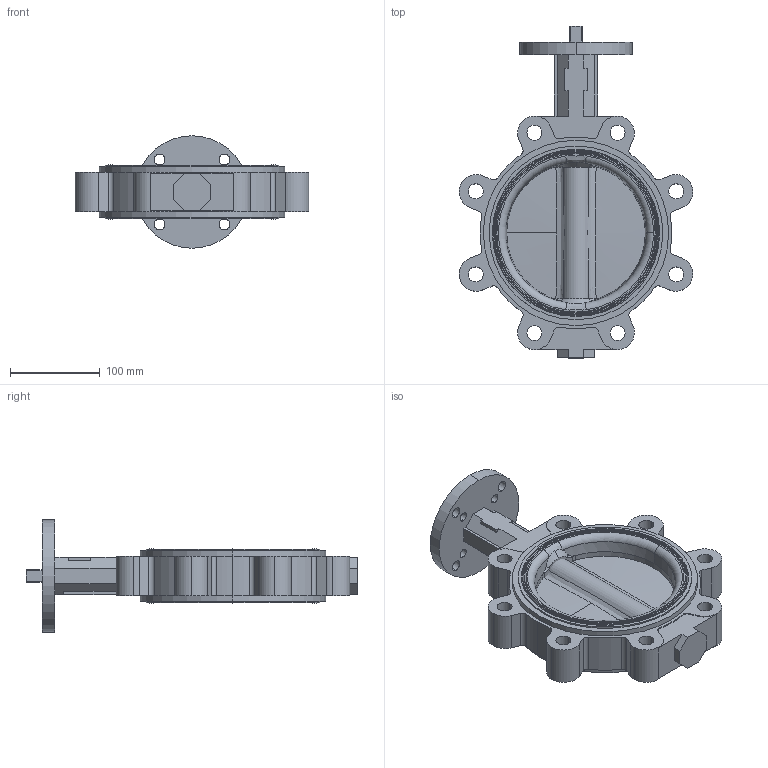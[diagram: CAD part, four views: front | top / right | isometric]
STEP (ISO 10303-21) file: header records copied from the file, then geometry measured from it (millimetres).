
FILE_DESCRIPTION (( 'STEP AP214' ), '1' );
FILE_NAME ('NS-0600-LUG.step', '2019-03-07T20:52:33', ( '' ), ( '' ), 'SwSTEP 2.0', 'SolidWorks 2019', '' );
FILE_SCHEMA (( 'AUTOMOTIVE_DESIGN' ));
Length unit declared in the file: inch
Products named in the file (1): NS-0600-LUG
Bounding box: 259.71 x 369.03 x 125 mm (x, y, z)
Surface area: 241137.6 mm2 (no closed solid volume)
Topology: 0 solids, 6 shells, 241 faces, 678 edges, 451 vertices
Faces by surface type: cylinder 111, plane 74, cone 22, torus 18, bspline 16
Entity records: 14992 total; most frequent: CARTESIAN_POINT 5503, DIRECTION 1351, ORIENTED_EDGE 1296, EDGE_CURVE 678, AXIS2_PLACEMENT_3D 531, VERTEX_POINT 451, CIRCLE 305, EDGE_LOOP 291
